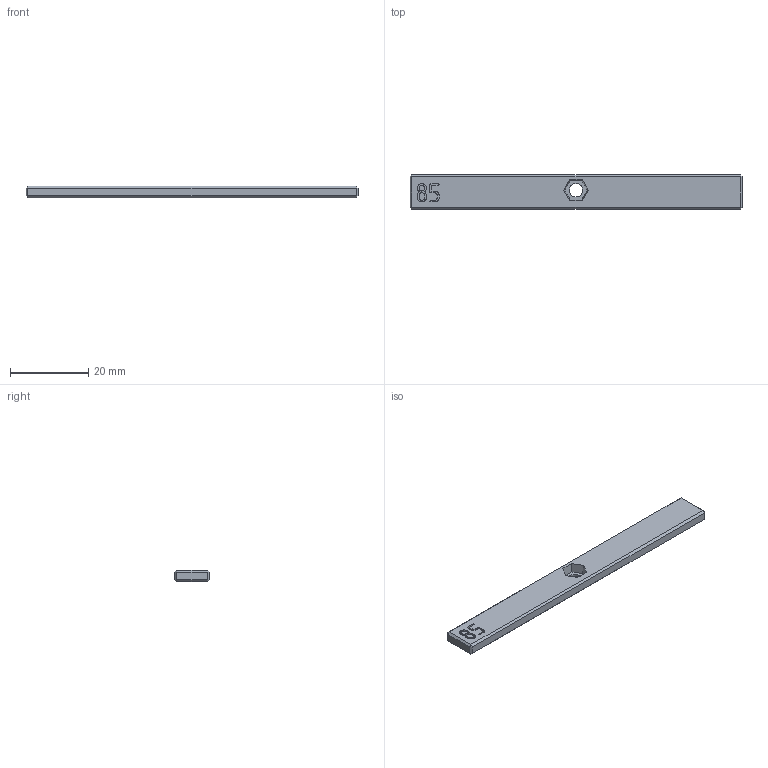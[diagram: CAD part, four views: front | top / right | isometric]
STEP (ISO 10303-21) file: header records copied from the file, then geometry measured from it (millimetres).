
FILE_DESCRIPTION(('FreeCAD Model'),'2;1');
FILE_NAME('Open CASCADE Shape Model','2023-11-03T18:50:11',(''),(''), 'Open CASCADE STEP processor 7.6','FreeCAD','Unknown');
FILE_SCHEMA(('AUTOMOTIVE_DESIGN { 1 0 10303 214 1 1 1 1 }'));
Length unit declared in the file: millimetre
Products named in the file (1): P0170-28-b_Kante_unten_variable_Breite
Bounding box: 84.8 x 8.9 x 3 mm (x, y, z)
Volume: 2149 mm3; surface area: 2006.1 mm2
Topology: 1 solids, 1 shells, 94 faces, 237 edges, 150 vertices
Faces by surface type: plane 44, extrusion 43, bspline 6, cylinder 1
Full cylindrical faces by diameter (mm): 3.4 x1
Entity records: 5918 total; most frequent: CARTESIAN_POINT 1428, DIRECTION 662, VECTOR 566, LINE 523, ORIENTED_EDGE 474, PCURVE 474, DEFINITIONAL_REPRESENTATION 474, EDGE_CURVE 237
